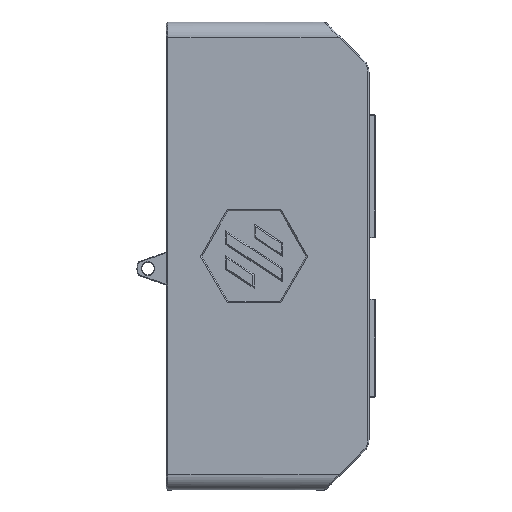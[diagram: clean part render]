
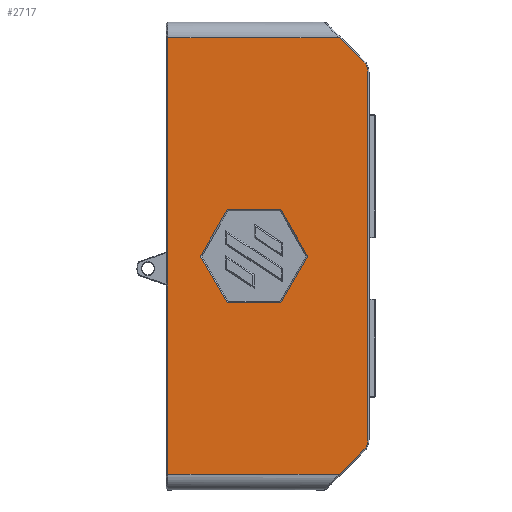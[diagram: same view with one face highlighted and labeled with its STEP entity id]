
A CAD part, top view. The second image highlights one B-rep face of the part: STEP entity #2717.
In plain terms, the highlighted planar face has unit normal (0, 0, 1).
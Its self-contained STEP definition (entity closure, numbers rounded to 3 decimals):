
#112=CIRCLE('',#2904,4.6);
#113=CIRCLE('',#2905,4.6);
#174=B_SPLINE_CURVE_WITH_KNOTS('',3,(#3998,#3999,#4000,#4001),
 .UNSPECIFIED.,.F.,.F.,(4,4),(-1.571,-1.514),
 .UNSPECIFIED.);
#175=B_SPLINE_CURVE_WITH_KNOTS('',3,(#4012,#4013,#4014,#4015),
 .UNSPECIFIED.,.F.,.F.,(4,4),(1.514,1.571),
 .UNSPECIFIED.);
#228=FACE_BOUND('',#455,.T.);
#280=FACE_OUTER_BOUND('',#454,.T.);
#454=EDGE_LOOP('',(#1949,#1950,#1951,#1952,#1953,#1954,#1955,#1956,#1957,
#1958,#1959,#1960));
#455=EDGE_LOOP('',(#1961,#1962,#1963,#1964,#1965,#1966));
#678=LINE('',#3955,#950);
#682=LINE('',#3962,#954);
#685=LINE('',#3969,#957);
#688=LINE('',#3974,#960);
#690=LINE('',#3977,#962);
#692=LINE('',#3980,#964);
#695=LINE('',#3988,#967);
#696=LINE('',#3990,#968);
#697=LINE('',#3992,#969);
#698=LINE('',#3994,#970);
#699=LINE('',#3996,#971);
#700=LINE('',#4003,#972);
#701=LINE('',#4007,#973);
#702=LINE('',#4011,#974);
#950=VECTOR('',#3222,10.);
#954=VECTOR('',#3228,10.);
#957=VECTOR('',#3233,10.);
#960=VECTOR('',#3238,10.);
#962=VECTOR('',#3242,10.);
#964=VECTOR('',#3246,10.);
#967=VECTOR('',#3255,10.);
#968=VECTOR('',#3256,10.);
#969=VECTOR('',#3257,10.);
#970=VECTOR('',#3258,10.);
#971=VECTOR('',#3259,10.);
#972=VECTOR('',#3260,10.);
#973=VECTOR('',#3263,10.);
#974=VECTOR('',#3266,10.);
#1195=VERTEX_POINT('',#3953);
#1196=VERTEX_POINT('',#3954);
#1198=VERTEX_POINT('',#3961);
#1200=VERTEX_POINT('',#3967);
#1201=VERTEX_POINT('',#3968);
#1202=VERTEX_POINT('',#3973);
#1203=VERTEX_POINT('',#3986);
#1204=VERTEX_POINT('',#3987);
#1205=VERTEX_POINT('',#3989);
#1206=VERTEX_POINT('',#3991);
#1207=VERTEX_POINT('',#3993);
#1208=VERTEX_POINT('',#3995);
#1209=VERTEX_POINT('',#3997);
#1210=VERTEX_POINT('',#4002);
#1211=VERTEX_POINT('',#4004);
#1212=VERTEX_POINT('',#4006);
#1213=VERTEX_POINT('',#4008);
#1214=VERTEX_POINT('',#4010);
#1465=EDGE_CURVE('',#1195,#1196,#678,.T.);
#1469=EDGE_CURVE('',#1196,#1198,#682,.T.);
#1472=EDGE_CURVE('',#1200,#1201,#685,.T.);
#1475=EDGE_CURVE('',#1201,#1202,#688,.T.);
#1477=EDGE_CURVE('',#1198,#1200,#690,.T.);
#1479=EDGE_CURVE('',#1202,#1195,#692,.T.);
#1482=EDGE_CURVE('',#1203,#1204,#695,.T.);
#1483=EDGE_CURVE('',#1205,#1203,#696,.T.);
#1484=EDGE_CURVE('',#1206,#1205,#697,.T.);
#1485=EDGE_CURVE('',#1206,#1207,#698,.T.);
#1486=EDGE_CURVE('',#1207,#1208,#699,.T.);
#1487=EDGE_CURVE('',#1209,#1208,#174,.T.);
#1488=EDGE_CURVE('',#1210,#1209,#700,.T.);
#1489=EDGE_CURVE('',#1211,#1210,#112,.T.);
#1490=EDGE_CURVE('',#1212,#1211,#701,.T.);
#1491=EDGE_CURVE('',#1213,#1212,#113,.T.);
#1492=EDGE_CURVE('',#1214,#1213,#702,.T.);
#1493=EDGE_CURVE('',#1204,#1214,#175,.T.);
#1949=ORIENTED_EDGE('',*,*,#1482,.F.);
#1950=ORIENTED_EDGE('',*,*,#1483,.F.);
#1951=ORIENTED_EDGE('',*,*,#1484,.F.);
#1952=ORIENTED_EDGE('',*,*,#1485,.T.);
#1953=ORIENTED_EDGE('',*,*,#1486,.T.);
#1954=ORIENTED_EDGE('',*,*,#1487,.F.);
#1955=ORIENTED_EDGE('',*,*,#1488,.F.);
#1956=ORIENTED_EDGE('',*,*,#1489,.F.);
#1957=ORIENTED_EDGE('',*,*,#1490,.F.);
#1958=ORIENTED_EDGE('',*,*,#1491,.F.);
#1959=ORIENTED_EDGE('',*,*,#1492,.F.);
#1960=ORIENTED_EDGE('',*,*,#1493,.F.);
#1961=ORIENTED_EDGE('',*,*,#1472,.F.);
#1962=ORIENTED_EDGE('',*,*,#1477,.F.);
#1963=ORIENTED_EDGE('',*,*,#1469,.F.);
#1964=ORIENTED_EDGE('',*,*,#1465,.F.);
#1965=ORIENTED_EDGE('',*,*,#1479,.F.);
#1966=ORIENTED_EDGE('',*,*,#1475,.F.);
#2625=PLANE('',#2903);
#2717=ADVANCED_FACE('',(#280,#228),#2625,.F.);
#2903=AXIS2_PLACEMENT_3D('',#3985,#3253,#3254);
#2904=AXIS2_PLACEMENT_3D('',#4005,#3261,#3262);
#2905=AXIS2_PLACEMENT_3D('',#4009,#3264,#3265);
#3222=DIRECTION('',(-0.5,0.866,0.));
#3228=DIRECTION('',(-1.,0.,0.));
#3233=DIRECTION('',(0.5,-0.866,0.));
#3238=DIRECTION('',(1.,0.,0.));
#3242=DIRECTION('',(-0.5,-0.866,0.));
#3246=DIRECTION('',(0.5,0.866,0.));
#3253=DIRECTION('center_axis',(0.,0.,
-1.));
#3254=DIRECTION('ref_axis',(1.,0.,0.));
#3255=DIRECTION('',(1.,0.,0.));
#3256=DIRECTION('',(1.,0.,0.));
#3257=DIRECTION('',(0.,1.,0.));
#3258=DIRECTION('',(1.,0.,0.));
#3259=DIRECTION('',(1.,0.,0.));
#3260=DIRECTION('',(-0.707,-0.707,0.));
#3261=DIRECTION('center_axis',(0.,0.,
-1.));
#3262=DIRECTION('ref_axis',(0.924,-0.383,0.));
#3263=DIRECTION('',(0.,-1.,0.));
#3264=DIRECTION('center_axis',(0.,0.,
-1.));
#3265=DIRECTION('ref_axis',(0.924,0.383,0.));
#3266=DIRECTION('',(0.707,-0.707,0.));
#3953=CARTESIAN_POINT('',(90.234,147.322,-16.446));
#3954=CARTESIAN_POINT('',(81.631,162.222,-16.446));
#3955=CARTESIAN_POINT('',(70.271,181.897,-16.446));
#3961=CARTESIAN_POINT('',(64.425,162.222,-16.446));
#3962=CARTESIAN_POINT('',(54.779,162.222,-16.446));
#3967=CARTESIAN_POINT('',(55.823,147.322,-16.446));
#3968=CARTESIAN_POINT('',(64.425,132.422,-16.446));
#3969=CARTESIAN_POINT('',(48.649,159.748,-16.446));
#3973=CARTESIAN_POINT('',(81.631,132.422,-16.446));
#3974=CARTESIAN_POINT('',(63.151,132.422,-16.446));
#3977=CARTESIAN_POINT('',(64.568,162.469,-16.446));
#3980=CARTESIAN_POINT('',(94.562,154.818,-16.446));
#3985=CARTESIAN_POINT('Origin',(44.903,193.751,-16.446));
#3986=CARTESIAN_POINT('',(61.,217.387,-16.446));
#3987=CARTESIAN_POINT('',(100.332,217.387,-16.446));
#3988=CARTESIAN_POINT('',(65.,217.387,-16.446));
#3989=CARTESIAN_POINT('',(45.303,217.387,-16.446));
#3990=CARTESIAN_POINT('',(51.,217.387,-16.446));
#3991=CARTESIAN_POINT('',(45.303,77.4,-16.446));
#3992=CARTESIAN_POINT('',(45.303,170.575,-16.446));
#3993=CARTESIAN_POINT('',(61.,77.4,-16.446));
#3994=CARTESIAN_POINT('',(51.,77.4,-16.446));
#3995=CARTESIAN_POINT('',(100.337,77.4,-16.446));
#3996=CARTESIAN_POINT('',(65.,77.4,-16.446));
#3997=CARTESIAN_POINT('',(100.62,77.682,-16.446));
#3998=CARTESIAN_POINT('Ctrl Pts',(100.62,77.682,-16.446));
#3999=CARTESIAN_POINT('Ctrl Pts',(100.526,77.588,-16.446));
#4000=CARTESIAN_POINT('Ctrl Pts',(100.432,77.494,-16.446));
#4001=CARTESIAN_POINT('Ctrl Pts',(100.337,77.4,-16.446));
#4002=CARTESIAN_POINT('',(108.156,85.218,-16.446));
#4003=CARTESIAN_POINT('',(124.208,101.27,-16.446));
#4004=CARTESIAN_POINT('',(109.503,88.471,-16.446));
#4005=CARTESIAN_POINT('Origin',(104.903,88.471,-16.446));
#4006=CARTESIAN_POINT('',(109.503,206.311,-16.446));
#4007=CARTESIAN_POINT('',(109.503,170.575,-16.446));
#4008=CARTESIAN_POINT('',(108.156,209.564,-16.446));
#4009=CARTESIAN_POINT('Origin',(104.903,206.311,-16.446));
#4010=CARTESIAN_POINT('',(100.615,217.104,-16.446));
#4011=CARTESIAN_POINT('',(104.528,213.192,-16.446));
#4012=CARTESIAN_POINT('Ctrl Pts',(100.332,217.387,-16.446));
#4013=CARTESIAN_POINT('Ctrl Pts',(100.427,217.293,-16.446));
#4014=CARTESIAN_POINT('Ctrl Pts',(100.521,217.199,-16.446));
#4015=CARTESIAN_POINT('Ctrl Pts',(100.615,217.104,-16.446));
